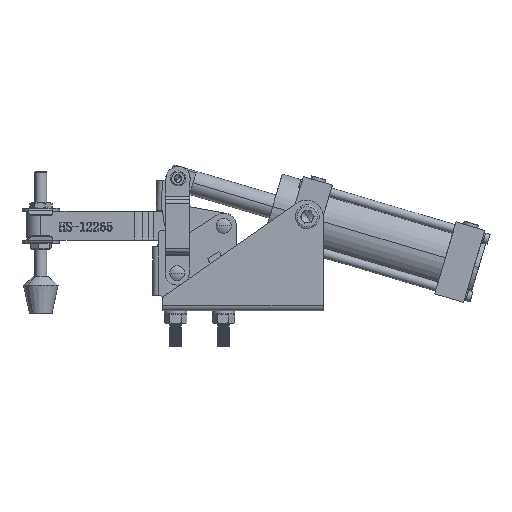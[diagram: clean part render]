
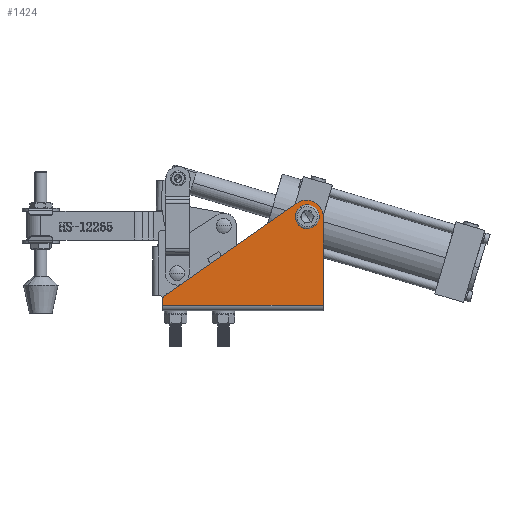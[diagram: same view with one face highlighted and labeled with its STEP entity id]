
A CAD part, front view. The second image highlights one B-rep face of the part: STEP entity #1424.
In plain terms, the highlighted planar face has unit normal (0, -1, 0).
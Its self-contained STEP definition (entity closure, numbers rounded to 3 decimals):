
#1424 = ADVANCED_FACE ( 'NONE', ( #40850, #40853 ), #19044, .T. ) ;
#3874 = EDGE_CURVE ( 'NONE', #7507, #7514, #21329, .T. ) ;
#3877 = EDGE_CURVE ( 'NONE', #7506, #7515, #21342, .T. ) ;
#3951 = EDGE_CURVE ( 'NONE', #7585, #7593, #21459, .T. ) ;
#3953 = EDGE_CURVE ( 'NONE', #7587, #7593, #21462, .T. ) ;
#3957 = EDGE_CURVE ( 'NONE', #7585, #7598, #21470, .T. ) ;
#3959 = EDGE_CURVE ( 'NONE', #7514, #7507, #21474, .T. ) ;
#3960 = EDGE_CURVE ( 'NONE', #7515, #7587, #21476, .T. ) ;
#3961 = EDGE_CURVE ( 'NONE', #7596, #7506, #21477, .T. ) ;
#3962 = EDGE_CURVE ( 'NONE', #7598, #7596, #21478, .T. ) ;
#5792 = EDGE_LOOP ( 'NONE', ( #7148, #7149, #7150, #7151, #7152, #7153, #7154 ) ) ;
#5860 = EDGE_LOOP ( 'NONE', ( #7146, #7147 ) ) ;
#7146 = ORIENTED_EDGE ( 'NONE', *, *, #3959, .T. ) ;
#7147 = ORIENTED_EDGE ( 'NONE', *, *, #3874, .T. ) ;
#7148 = ORIENTED_EDGE ( 'NONE', *, *, #3957, .F. ) ;
#7149 = ORIENTED_EDGE ( 'NONE', *, *, #3951, .T. ) ;
#7150 = ORIENTED_EDGE ( 'NONE', *, *, #3953, .F. ) ;
#7151 = ORIENTED_EDGE ( 'NONE', *, *, #3960, .F. ) ;
#7152 = ORIENTED_EDGE ( 'NONE', *, *, #3877, .F. ) ;
#7153 = ORIENTED_EDGE ( 'NONE', *, *, #3961, .F. ) ;
#7154 = ORIENTED_EDGE ( 'NONE', *, *, #3962, .F. ) ;
#7506 = VERTEX_POINT ( 'NONE', #24790 ) ;
#7507 = VERTEX_POINT ( 'NONE', #24795 ) ;
#7514 = VERTEX_POINT ( 'NONE', #24796 ) ;
#7515 = VERTEX_POINT ( 'NONE', #24800 ) ;
#7585 = VERTEX_POINT ( 'NONE', #24845 ) ;
#7587 = VERTEX_POINT ( 'NONE', #24842 ) ;
#7593 = VERTEX_POINT ( 'NONE', #24846 ) ;
#7596 = VERTEX_POINT ( 'NONE', #24852 ) ;
#7598 = VERTEX_POINT ( 'NONE', #24850 ) ;
#9551 = AXIS2_PLACEMENT_3D ( 'NONE', #22387, #22388, #22389 ) ;
#9556 = AXIS2_PLACEMENT_3D ( 'NONE', #22396, #22397, #22398 ) ;
#9628 = AXIS2_PLACEMENT_3D ( 'NONE', #22596, #22597, #22598 ) ;
#9631 = AXIS2_PLACEMENT_3D ( 'NONE', #22599, #22600, #22601 ) ;
#9633 = AXIS2_PLACEMENT_3D ( 'NONE', #22602, #22603, #22604 ) ;
#19040 = CARTESIAN_POINT ( 'NONE',  ( 42.4, -36., 59.45 ) ) ;
#19044 = PLANE ( 'NONE',  #19495 ) ;
#19049 = DIRECTION ( 'NONE',  ( 0., -1., 0. ) ) ;
#19050 = DIRECTION ( 'NONE',  ( 0., 0., 1. ) ) ;
#19495 = AXIS2_PLACEMENT_3D ( 'NONE', #19040, #19049, #19050 ) ;
#21329 = CIRCLE ( 'NONE', #9551, 7.55 ) ;
#21342 = CIRCLE ( 'NONE', #9556, 11.1 ) ;
#21459 = LINE ( 'NONE', #22576, #21461 ) ;
#21461 = VECTOR ( 'NONE', #22572, 1000. ) ;
#21462 = LINE ( 'NONE', #22584, #21465 ) ;
#21465 = VECTOR ( 'NONE', #22585, 1000. ) ;
#21470 = LINE ( 'NONE', #22590, #21473 ) ;
#21473 = VECTOR ( 'NONE', #22591, 1000. ) ;
#21474 = CIRCLE ( 'NONE', #9628, 7.55 ) ;
#21476 = CIRCLE ( 'NONE', #9631, 11.1 ) ;
#21477 = LINE ( 'NONE', #22594, #21479 ) ;
#21478 = CIRCLE ( 'NONE', #9633, 3. ) ;
#21479 = VECTOR ( 'NONE', #22595, 1000. ) ;
#22387 = CARTESIAN_POINT ( 'NONE',  ( 42.85, -36., 59.45 ) ) ;
#22388 = DIRECTION ( 'NONE',  ( 0., 1., 0. ) ) ;
#22389 = DIRECTION ( 'NONE',  ( 0., 0., -1. ) ) ;
#22396 = CARTESIAN_POINT ( 'NONE',  ( 42.4, -36., 59.45 ) ) ;
#22397 = DIRECTION ( 'NONE',  ( 0., 1., 0. ) ) ;
#22398 = DIRECTION ( 'NONE',  ( 0., 0., -1. ) ) ;
#22572 = DIRECTION ( 'NONE',  ( 1., 0., 0. ) ) ;
#22576 = CARTESIAN_POINT ( 'NONE',  ( 42.4, -36., 0.5 ) ) ;
#22584 = CARTESIAN_POINT ( 'NONE',  ( 53.5, -36., 0. ) ) ;
#22585 = DIRECTION ( 'NONE',  ( 0., 0., -1. ) ) ;
#22590 = CARTESIAN_POINT ( 'NONE',  ( -53.5, -36., 4.289 ) ) ;
#22591 = DIRECTION ( 'NONE',  ( 0., 0., 1. ) ) ;
#22594 = CARTESIAN_POINT ( 'NONE',  ( -52.221, -36., 6.746 ) ) ;
#22595 = DIRECTION ( 'NONE',  ( 0.819, 0., 0.574 ) ) ;
#22596 = CARTESIAN_POINT ( 'NONE',  ( 42.85, -36., 59.45 ) ) ;
#22597 = DIRECTION ( 'NONE',  ( 0., 1., 0. ) ) ;
#22598 = DIRECTION ( 'NONE',  ( 0., 0., -1. ) ) ;
#22599 = CARTESIAN_POINT ( 'NONE',  ( 42.4, -36., 59.45 ) ) ;
#22600 = DIRECTION ( 'NONE',  ( 0., 1., 0. ) ) ;
#22601 = DIRECTION ( 'NONE',  ( 0., 0., -1. ) ) ;
#22602 = CARTESIAN_POINT ( 'NONE',  ( -50.5, -36., 4.289 ) ) ;
#22603 = DIRECTION ( 'NONE',  ( 0., 1., 0. ) ) ;
#22604 = DIRECTION ( 'NONE',  ( 0., 0., -1. ) ) ;
#24790 = CARTESIAN_POINT ( 'NONE',  ( 36.033, -36., 68.543 ) ) ;
#24795 = CARTESIAN_POINT ( 'NONE',  ( 42.85, -36., 51.9 ) ) ;
#24796 = CARTESIAN_POINT ( 'NONE',  ( 42.85, -36., 67. ) ) ;
#24800 = CARTESIAN_POINT ( 'NONE',  ( 42.4, -36., 70.55 ) ) ;
#24842 = CARTESIAN_POINT ( 'NONE',  ( 53.5, -36., 59.45 ) ) ;
#24845 = CARTESIAN_POINT ( 'NONE',  ( -53.5, -36., 0.5 ) ) ;
#24846 = CARTESIAN_POINT ( 'NONE',  ( 53.5, -36., 0.5 ) ) ;
#24850 = CARTESIAN_POINT ( 'NONE',  ( -53.5, -36., 4.289 ) ) ;
#24852 = CARTESIAN_POINT ( 'NONE',  ( -52.221, -36., 6.746 ) ) ;
#40850 = FACE_BOUND ( 'NONE', #5860, .T. ) ;
#40853 = FACE_OUTER_BOUND ( 'NONE', #5792, .T. ) ;
